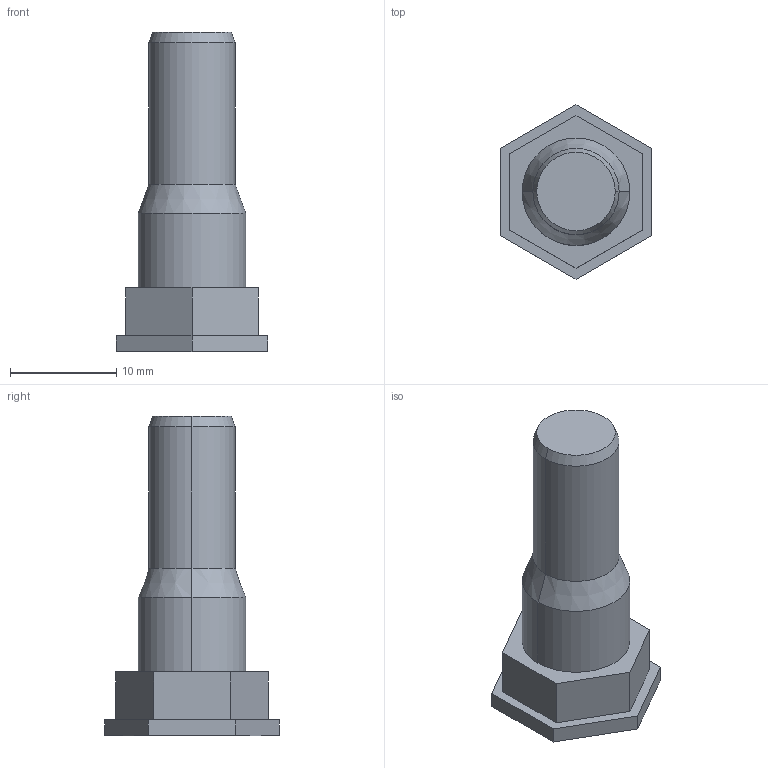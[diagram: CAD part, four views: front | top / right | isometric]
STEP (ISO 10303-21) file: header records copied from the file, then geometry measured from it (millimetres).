
FILE_DESCRIPTION (( 'STEP AP214' ), '1' );
FILE_NAME ('hexholder.STEP', '2025-02-23T00:58:52', ( '' ), ( '' ), 'SwSTEP 2.0', 'SolidWorks 2024', '' );
FILE_SCHEMA (( 'AUTOMOTIVE_DESIGN' ));
Length unit declared in the file: millimetre
Products named in the file (1): hexholder
Bounding box: 14.2 x 16.4 x 30 mm (x, y, z)
Volume: 1780.7 mm3; surface area: 1672.6 mm2
Topology: 1 solids, 1 shells, 31 faces, 68 edges, 42 vertices
Faces by surface type: plane 17, cylinder 8, cone 6
Entity records: 863 total; most frequent: DIRECTION 150, CARTESIAN_POINT 142, ORIENTED_EDGE 136, EDGE_CURVE 68, VECTOR 50, LINE 50, AXIS2_PLACEMENT_3D 50, VERTEX_POINT 42
